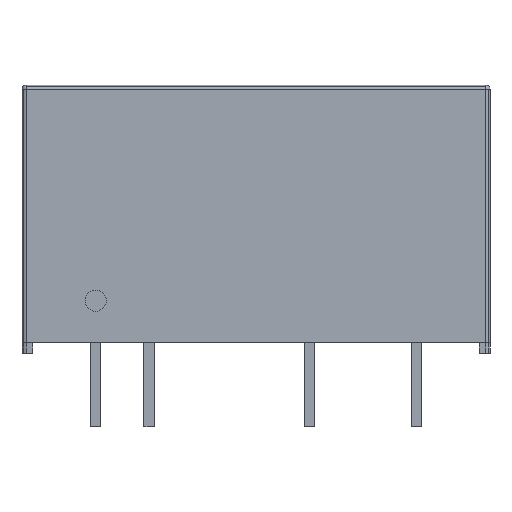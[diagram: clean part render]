
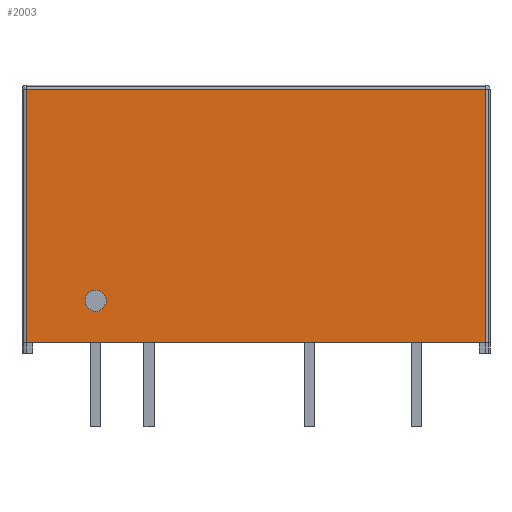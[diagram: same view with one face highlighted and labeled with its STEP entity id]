
A CAD part, front view. The second image highlights one B-rep face of the part: STEP entity #2003.
In plain terms, the highlighted planar face has unit normal (0, -1, 0).
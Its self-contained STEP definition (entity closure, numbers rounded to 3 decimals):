
#1219=CARTESIAN_POINT('',(-7.12,-5.5,2.5));
#1220=VERTEX_POINT('',#1219);
#1236=CARTESIAN_POINT('',(-8.12,-5.5,2.5));
#1237=VERTEX_POINT('',#1236);
#1244=CARTESIAN_POINT('',(-7.62,-5.5,2.5));
#1245=DIRECTION('',(0.0,1.0,0.0));
#1246=DIRECTION('',(1.0,0.0,0.0));
#1247=AXIS2_PLACEMENT_3D('',#1244,#1245,#1246);
#1248=CIRCLE('',#1247,0.5);
#1249=EDGE_CURVE('',#1220,#1237,#1248,.T.);
#1435=CARTESIAN_POINT('',(-10.925,-5.5,0.5));
#1436=VERTEX_POINT('',#1435);
#1444=CARTESIAN_POINT('',(-10.925,-5.5,12.55));
#1445=VERTEX_POINT('',#1444);
#1446=CARTESIAN_POINT('',(-10.925,-5.5,0.5));
#1447=DIRECTION('',(0.0,0.0,1.0));
#1448=VECTOR('',#1447,12.05);
#1449=LINE('',#1446,#1448);
#1450=EDGE_CURVE('',#1436,#1445,#1449,.T.);
#1587=CARTESIAN_POINT('',(10.925,-5.5,12.55));
#1588=VERTEX_POINT('',#1587);
#1809=CARTESIAN_POINT('',(-10.925,-5.5,12.55));
#1810=DIRECTION('',(1.0,0.0,0.0));
#1811=VECTOR('',#1810,21.85);
#1812=LINE('',#1809,#1811);
#1813=EDGE_CURVE('',#1445,#1588,#1812,.T.);
#1868=CARTESIAN_POINT('',(10.925,-5.5,0.5));
#1869=VERTEX_POINT('',#1868);
#1870=CARTESIAN_POINT('',(10.925,-5.5,12.55));
#1871=DIRECTION('',(0.0,0.0,-1.0));
#1872=VECTOR('',#1871,12.05);
#1873=LINE('',#1870,#1872);
#1874=EDGE_CURVE('',#1588,#1869,#1873,.T.);
#1938=CARTESIAN_POINT('',(-7.62,-5.5,2.5));
#1939=DIRECTION('',(0.0,1.0,0.0));
#1940=DIRECTION('',(1.0,0.0,0.0));
#1941=AXIS2_PLACEMENT_3D('',#1938,#1939,#1940);
#1942=CIRCLE('',#1941,0.5);
#1943=EDGE_CURVE('',#1237,#1220,#1942,.T.);
#1983=CARTESIAN_POINT('',(11.125,-5.5,0.5));
#1984=DIRECTION('',(0.0,-1.0,0.0));
#1985=DIRECTION('',(0.0,0.0,-1.0));
#1986=AXIS2_PLACEMENT_3D('',#1983,#1984,#1985);
#1987=PLANE('',#1986);
#1988=ORIENTED_EDGE('',*,*,#1450,.F.);
#1989=CARTESIAN_POINT('',(-10.925,-5.5,0.5));
#1990=DIRECTION('',(1.0,0.0,0.0));
#1991=VECTOR('',#1990,21.85);
#1992=LINE('',#1989,#1991);
#1993=EDGE_CURVE('',#1436,#1869,#1992,.T.);
#1994=ORIENTED_EDGE('',*,*,#1993,.T.);
#1995=ORIENTED_EDGE('',*,*,#1874,.F.);
#1996=ORIENTED_EDGE('',*,*,#1813,.F.);
#1997=EDGE_LOOP('',(#1988,#1994,#1995,#1996));
#1998=FACE_OUTER_BOUND('',#1997,.T.);
#1999=ORIENTED_EDGE('',*,*,#1249,.T.);
#2000=ORIENTED_EDGE('',*,*,#1943,.T.);
#2001=EDGE_LOOP('',(#1999,#2000));
#2002=FACE_BOUND('',#2001,.T.);
#2003=ADVANCED_FACE('',(#1998,#2002),#1987,.T.);
